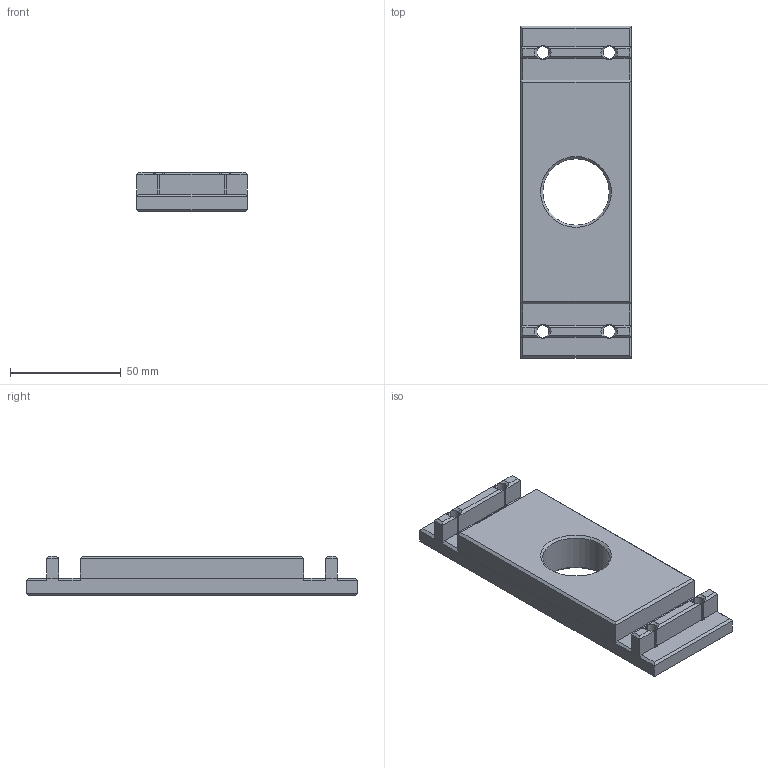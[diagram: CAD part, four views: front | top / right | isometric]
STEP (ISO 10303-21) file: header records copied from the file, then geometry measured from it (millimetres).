
FILE_DESCRIPTION(('FreeCAD Model'),'2;1');
FILE_NAME('Open CASCADE Shape Model','2024-03-25T21:59:56',(''),(''), 'Open CASCADE STEP processor 7.6','FreeCAD','Unknown');
FILE_SCHEMA(('AUTOMOTIVE_DESIGN { 1 0 10303 214 1 1 1 1 }'));
Length unit declared in the file: millimetre
Products named in the file (1): carrier
Bounding box: 50 x 150 x 18 mm (x, y, z)
Volume: 100508 mm3; surface area: 23830.4 mm2
Topology: 1 solids, 1 shells, 113 faces, 283 edges, 168 vertices
Faces by surface type: plane 78, cone 18, cylinder 17
Full cylindrical faces by diameter (mm): 6.4 x4, 30 x1
Entity records: 3347 total; most frequent: DIRECTION 595, ORIENTED_EDGE 566, CARTESIAN_POINT 565, EDGE_CURVE 283, LINE 199, VECTOR 199, AXIS2_PLACEMENT_3D 198, VERTEX_POINT 168
